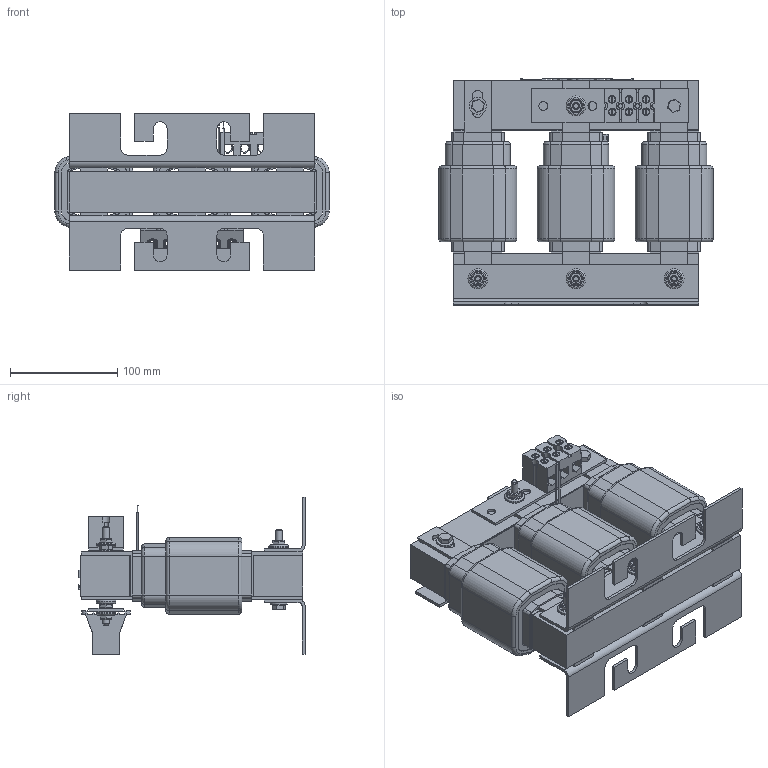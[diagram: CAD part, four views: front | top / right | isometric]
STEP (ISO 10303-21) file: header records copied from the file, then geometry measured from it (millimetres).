
FILE_DESCRIPTION(/* description */ (''),/* implementation_level */ '2;1');
FILE_NAME(/* name */ 'KLRUL20CTBMG.stp',/* time_stamp */ '2020-03-27T13:38:29-05:00',/* author */ ('jnelson'),/* organization */ (''),/* preprocessor_version */ 'ST-DEVELOPER v17',/* originating_system */ 'Autodesk Inventor 2019',/* authorisation */ '');
FILE_SCHEMA (('AUTOMOTIVE_DESIGN { 1 0 10303 214 3 1 1 }'));
Length unit declared in the file: inch
Products named in the file (19): KTRMG35A; 24312; 24262; 15133; 23412-1.50; 14518; 19324; 30097- LARGE  BLANK  (REACTOR); 28453; 28453_1; 11923insert; 11923-1; 11923-2; 11923-3; 31553; 29477-SHORT LEADS; 1763; 1505; 4222
Assembly tree (44 placements, depth 4):
  KTRMG35A
    23412-1.50  x2
    15133  x2
    24312  x3
    24262  x2
    14518
    19324
    4222  x6
    1763  x7
    1505  x8
    30097- LARGE  BLANK  (REACTOR)
    28453
      28453_1
      11923insert  x3
        11923-1
        11923-2
        11923-3
    31553
    29477-SHORT LEADS
Bounding box: 255.52 x 210.62 x 146.48 mm (x, y, z)
Volume: 2445262.8 mm3; surface area: 674153.2 mm2
Topology: 69 solids, 69 shells, 2168 faces, 5508 edges, 3537 vertices
Faces by surface type: plane 1321, cylinder 622, bspline 154, torus 55, cone 12, sphere 4
Full cylindrical faces by diameter (mm): 0.762 x2, 1.524 x2, 2.425 x2, 2.642 x2, 2.794 x3, 3.962 x5, 3.974 x2, 4.166 x2, 4.496 x6, 4.724 x2, 4.898 x5, 5.08 x12, 5.083 x1, 5.867 x6, 6.124 x5, 6.35 x17, 6.375 x12, 6.379 x1, 7.01 x6, 7.137 x7, 7.341 x5, 8.128 x4, 8.738 x6, 9.652 x6, 15.875 x7, 18.491 x8
Entity records: 46249 total; most frequent: CARTESIAN_POINT 10130, ORIENTED_EDGE 7444, DIRECTION 6810, EDGE_CURVE 3722, LINE 2660, VECTOR 2660, VERTEX_POINT 2439, AXIS2_PLACEMENT_3D 2075
